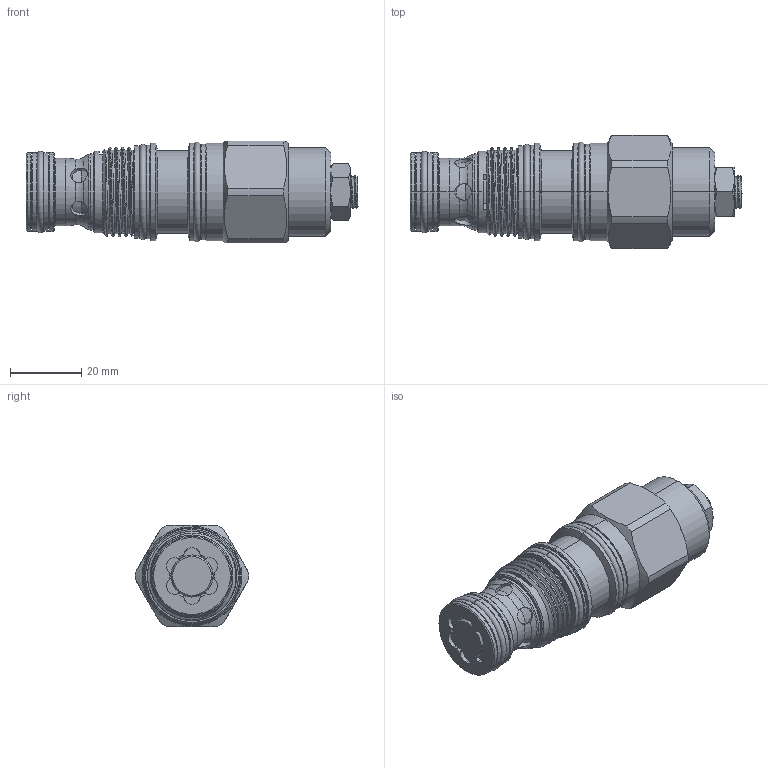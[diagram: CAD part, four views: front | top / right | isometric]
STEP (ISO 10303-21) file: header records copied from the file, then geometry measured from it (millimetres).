
FILE_DESCRIPTION (( 'STEP AP214' ), '1' );
FILE_NAME ('CB2A30(34)(3B)(3D).STEP', '2016-04-13T02:10:28', ( '' ), ( '' ), 'SwSTEP 2.0', 'SolidWorks 2012', '' );
FILE_SCHEMA (( 'AUTOMOTIVE_DESIGN' ));
Length unit declared in the file: millimetre
Products named in the file (1): CB2A30(34)(3B)(3D)
Bounding box: 93.4 x 31.79 x 28.57 mm (x, y, z)
Volume: 43618.4 mm3; surface area: 11602.3 mm2
Topology: 1 solids, 1 shells, 265 faces, 639 edges, 397 vertices
Faces by surface type: cylinder 114, cone 58, plane 57, torus 32, bspline 4
Entity records: 12291 total; most frequent: CARTESIAN_POINT 6252, ORIENTED_EDGE 1274, DIRECTION 1258, EDGE_CURVE 637, AXIS2_PLACEMENT_3D 534, VERTEX_POINT 397, EDGE_LOOP 288, CIRCLE 272
